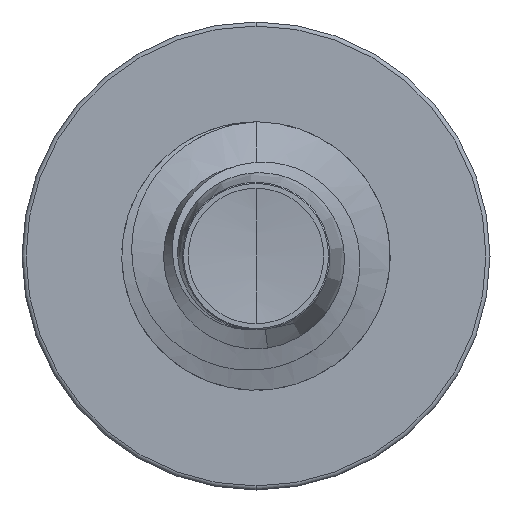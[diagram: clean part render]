
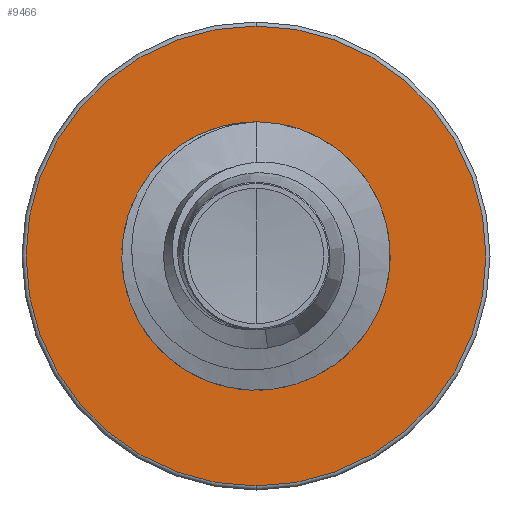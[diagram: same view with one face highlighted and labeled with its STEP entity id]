
A CAD part, front view. The second image highlights one B-rep face of the part: STEP entity #9466.
In plain terms, the highlighted planar face has unit normal (0, -1, 0).
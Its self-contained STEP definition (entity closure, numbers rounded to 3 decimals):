
#316 = AXIS2_PLACEMENT_3D ( 'NONE', #7829, #7255, #7215 ) ;
#711 = DIRECTION ( 'NONE',  ( 0., 0., 1. ) ) ;
#729 = DIRECTION ( 'NONE',  ( 0., 1., 0. ) ) ;
#742 = CARTESIAN_POINT ( 'NONE',  ( 0., 4., 0. ) ) ;
#877 = EDGE_CURVE ( 'NONE', #7880, #7212, #9989, .T. ) ;
#1941 = AXIS2_PLACEMENT_3D ( 'NONE', #6860, #6494, #6481 ) ;
#3439 = CIRCLE ( 'NONE', #6329, 1.722 ) ;
#3542 = EDGE_CURVE ( 'NONE', #8995, #5550, #3439, .T. ) ;
#3701 = ORIENTED_EDGE ( 'NONE', *, *, #877, .F. ) ;
#3801 = EDGE_LOOP ( 'NONE', ( #3701, #9598 ) ) ;
#4441 = CARTESIAN_POINT ( 'NONE',  ( 0., 4., 1.722 ) ) ;
#5550 = VERTEX_POINT ( 'NONE', #6673 ) ;
#5819 = DIRECTION ( 'NONE',  ( 0., 0., 1. ) ) ;
#5833 = DIRECTION ( 'NONE',  ( 0., 1., 0. ) ) ;
#5967 = CARTESIAN_POINT ( 'NONE',  ( 0., 4., 0. ) ) ;
#6329 = AXIS2_PLACEMENT_3D ( 'NONE', #742, #729, #711 ) ;
#6466 = DIRECTION ( 'NONE',  ( 0., 0., 1. ) ) ;
#6481 = DIRECTION ( 'NONE',  ( 0., 0., 1. ) ) ;
#6483 = DIRECTION ( 'NONE',  ( 0., 1., 0. ) ) ;
#6487 = CARTESIAN_POINT ( 'NONE',  ( 0., 4., 0. ) ) ;
#6494 = DIRECTION ( 'NONE',  ( 0., 1., 0. ) ) ;
#6673 = CARTESIAN_POINT ( 'NONE',  ( 0., 4., -1.722 ) ) ;
#6860 = CARTESIAN_POINT ( 'NONE',  ( 0., 4., 0. ) ) ;
#7162 = FACE_OUTER_BOUND ( 'NONE', #3801, .T. ) ;
#7212 = VERTEX_POINT ( 'NONE', #9482 ) ;
#7215 = DIRECTION ( 'NONE',  ( 0., 0., 1. ) ) ;
#7255 = DIRECTION ( 'NONE',  ( 0., 1., 0. ) ) ;
#7290 = EDGE_CURVE ( 'NONE', #7212, #7880, #9896, .T. ) ;
#7398 = PLANE ( 'NONE',  #316 ) ;
#7805 = ORIENTED_EDGE ( 'NONE', *, *, #8733, .T. ) ;
#7829 = CARTESIAN_POINT ( 'NONE',  ( 0., 4., -1.722 ) ) ;
#7880 = VERTEX_POINT ( 'NONE', #9188 ) ;
#8266 = AXIS2_PLACEMENT_3D ( 'NONE', #6487, #6483, #6466 ) ;
#8309 = CIRCLE ( 'NONE', #8266, 1.722 ) ;
#8627 = FACE_BOUND ( 'NONE', #9063, .T. ) ;
#8733 = EDGE_CURVE ( 'NONE', #5550, #8995, #8309, .T. ) ;
#8995 = VERTEX_POINT ( 'NONE', #4441 ) ;
#9063 = EDGE_LOOP ( 'NONE', ( #10187, #7805 ) ) ;
#9188 = CARTESIAN_POINT ( 'NONE',  ( 0., 4., 2.998 ) ) ;
#9466 = ADVANCED_FACE ( 'NONE', ( #7162, #8627 ), #7398, .F. ) ;
#9482 = CARTESIAN_POINT ( 'NONE',  ( 0., 4., -2.997 ) ) ;
#9598 = ORIENTED_EDGE ( 'NONE', *, *, #7290, .F. ) ;
#9734 = AXIS2_PLACEMENT_3D ( 'NONE', #5967, #5833, #5819 ) ;
#9896 = CIRCLE ( 'NONE', #9734, 2.998 ) ;
#9989 = CIRCLE ( 'NONE', #1941, 2.998 ) ;
#10187 = ORIENTED_EDGE ( 'NONE', *, *, #3542, .T. ) ;
